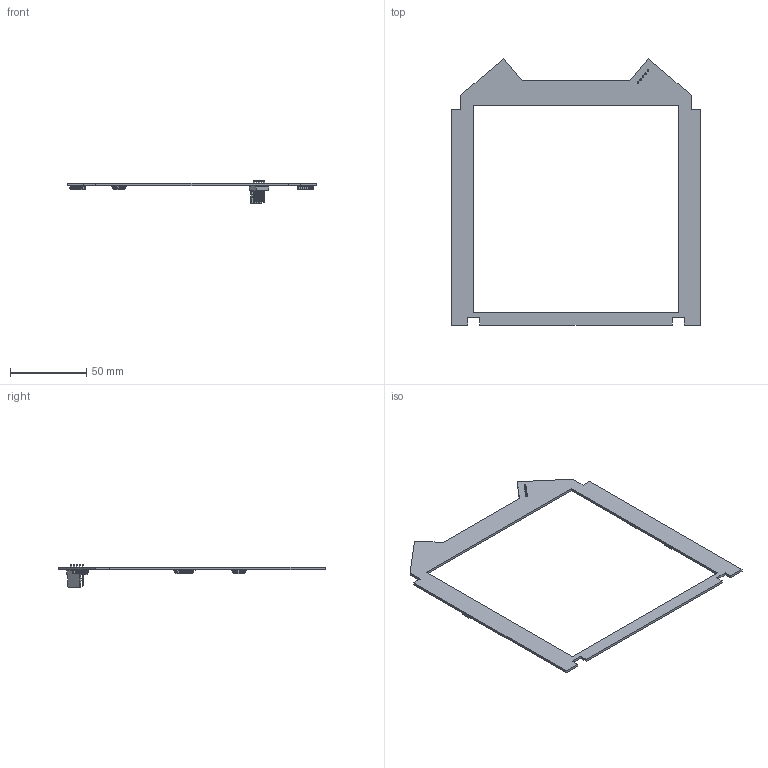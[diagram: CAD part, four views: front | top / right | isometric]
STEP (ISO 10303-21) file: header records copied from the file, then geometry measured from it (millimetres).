
FILE_DESCRIPTION(('KiCad electronic assembly'),'2;1');
FILE_NAME('Buttons_AMPCD.step','2018-11-09T23:19:20',('An Author'),( 'A Company'),'Open CASCADE STEP processor 6.8', 'KiCad to STEP converter','Unknown');
FILE_SCHEMA(('AUTOMOTIVE_DESIGN_CC2 { 1 2 10303 214 -1 1 5 4 }'));
Length unit declared in the file: millimetre
Products named in the file (8): Open CASCADE STEP translator 6.8 1; Molex_KK-254_AE-6410-05A_1x05_P2.54mm_Vertical; SOLID; R_0805_2012Metric; SOIC-16W_7.5x10.3mm_P1.27mm; COMPOUND
Assembly tree (11 placements, depth 3):
  Open CASCADE STEP translator 6.8 1
    Molex_KK-254_AE-6410-05A_1x05_P2.54mm_Vertical
      SOLID
    R_0805_2012Metric  x2
      SOLID
    SOIC-16W_7.5x10.3mm_P1.27mm  x4
      SOLID
    COMPOUND
Bounding box: 162.81 x 174.37 x 15.26 mm (x, y, z)
Volume: 13673.8 mm3; surface area: 19529.9 mm2
Topology: 8 solids, 8 shells, 1330 faces, 3500 edges, 2200 vertices
Faces by surface type: plane 888, cylinder 282, bspline 160
Full cylindrical faces by diameter (mm): 0.6 x4, 1.2 x5
Entity records: 43857 total; most frequent: CARTESIAN_POINT 16489, DIRECTION 4196, LINE 2899, VECTOR 2899, ORIENTED_EDGE 2478, PCURVE 2478, DEFINITIONAL_REPRESENTATION 2478, EDGE_CURVE 1239
